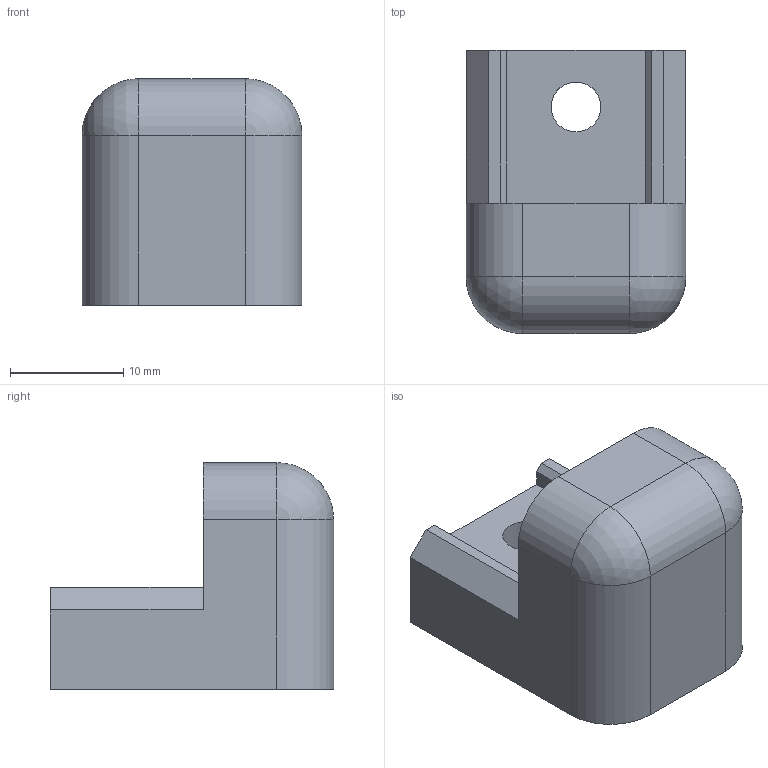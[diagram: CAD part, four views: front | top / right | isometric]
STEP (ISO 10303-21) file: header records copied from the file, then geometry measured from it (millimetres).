
FILE_DESCRIPTION(('FreeCAD Model'),'2;1');
FILE_NAME('Open CASCADE Shape Model','2025-11-27T08:32:31',(''),(''), 'Open CASCADE STEP processor 7.9','FreeCAD','Unknown');
FILE_SCHEMA(('AUTOMOTIVE_DESIGN { 1 0 10303 214 1 1 1 1 }'));
Length unit declared in the file: millimetre
Products named in the file (1): Foot
Bounding box: 19.4 x 25 x 20 mm (x, y, z)
Volume: 5170.1 mm3; surface area: 2624.1 mm2
Topology: 1 solids, 1 shells, 28 faces, 71 edges, 44 vertices
Faces by surface type: plane 19, cylinder 7, sphere 2
Full cylindrical faces by diameter (mm): 4.4 x1, 10 x1
Entity records: 845 total; most frequent: CARTESIAN_POINT 142, DIRECTION 141, ORIENTED_EDGE 138, EDGE_CURVE 69, LINE 55, VECTOR 55, VERTEX_POINT 44, AXIS2_PLACEMENT_3D 43
